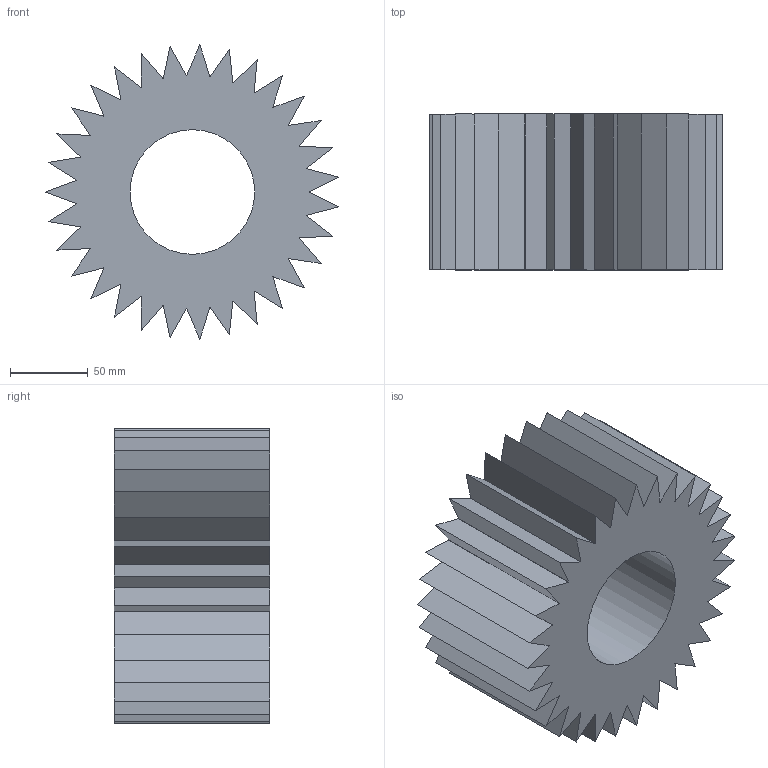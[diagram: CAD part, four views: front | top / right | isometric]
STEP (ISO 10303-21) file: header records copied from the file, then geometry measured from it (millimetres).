
FILE_DESCRIPTION(/* description */ (''),/* implementation_level */ '2;1');
FILE_NAME(/* name */ '2022-05-06_Sonnenrad.stp',/* time_stamp */ '2022-05-06T11:47:44+02:00',/* author */ ('SCHWAAB'),/* organization */ (''),/* preprocessor_version */ 'ST-DEVELOPER v18.1',/* originating_system */ 'Autodesk Inventor 2020',/* authorisation */ '');
FILE_SCHEMA (('AUTOMOTIVE_DESIGN { 1 0 10303 214 3 1 1 }'));
Length unit declared in the file: millimetre
Products named in the file (1): 2022-05-06_Zahnrad-200mm
Bounding box: 188.76 x 100 x 189.01 mm (x, y, z)
Volume: 1717831 mm3; surface area: 192467.5 mm2
Topology: 1 solids, 1 shells, 96 faces, 282 edges, 188 vertices
Faces by surface type: plane 64, cylinder 32
Full cylindrical faces by diameter (mm): 80 x1
Entity records: 3235 total; most frequent: CARTESIAN_POINT 567, ORIENTED_EDGE 564, DIRECTION 540, EDGE_CURVE 282, LINE 218, VECTOR 218, VERTEX_POINT 188, AXIS2_PLACEMENT_3D 161
